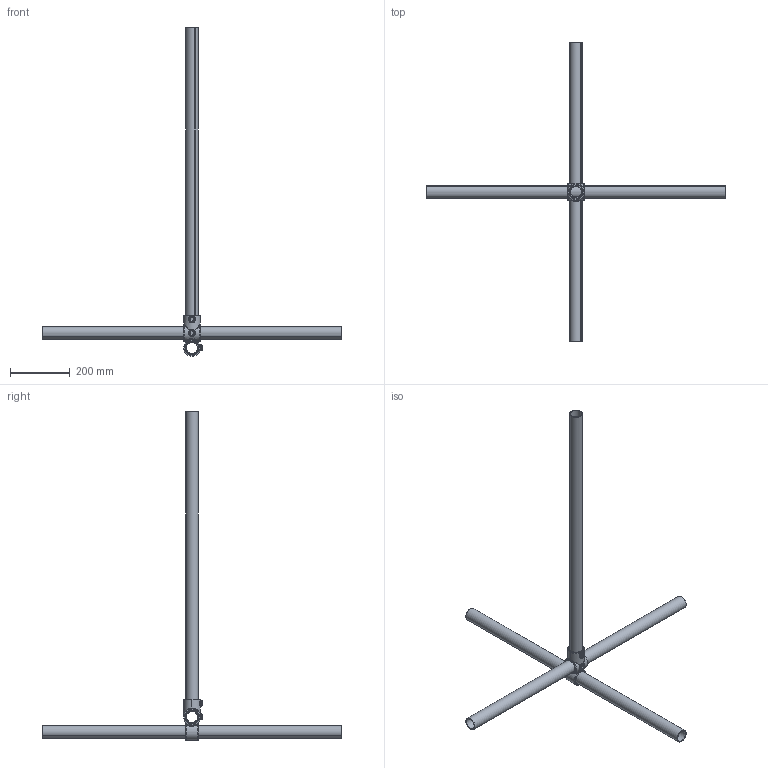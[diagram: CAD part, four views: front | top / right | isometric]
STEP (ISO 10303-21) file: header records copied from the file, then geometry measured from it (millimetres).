
FILE_DESCRIPTION (( 'STEP AP203' ), '1' );
FILE_NAME ('165-C42.step', '2015-09-17T16:25:48', ( '' ), ( '' ), 'SwSTEP 2.0', 'SolidWorks 2015', '' );
FILE_SCHEMA (( 'CONFIG_CONTROL_DESIGN' ));
Length unit declared in the file: millimetre
Products named in the file (4): 165-C42 Teil3; 165-C42; 165-C42 Teil2; 165-C42 Teil1
Assembly tree (7 placements, depth 2):
  165-C42
    165-C42 Teil1
    165-C42 Teil2  x3
    165-C42 Teil3  x3
Bounding box: 1000 x 1000 x 1099.5 mm (x, y, z)
Volume: 1252868 mm3; surface area: 802333.9 mm2
Topology: 7 solids, 7 shells, 175 faces, 398 edges, 235 vertices
Faces by surface type: cylinder 77, plane 38, torus 32, bspline 26, sphere 2
Entity records: 7883 total; most frequent: CARTESIAN_POINT 5016, ORIENTED_EDGE 520, DIRECTION 458, EDGE_CURVE 260, AXIS2_PLACEMENT_3D 200, VERTEX_POINT 155, EDGE_LOOP 127, ADVANCED_FACE 111
